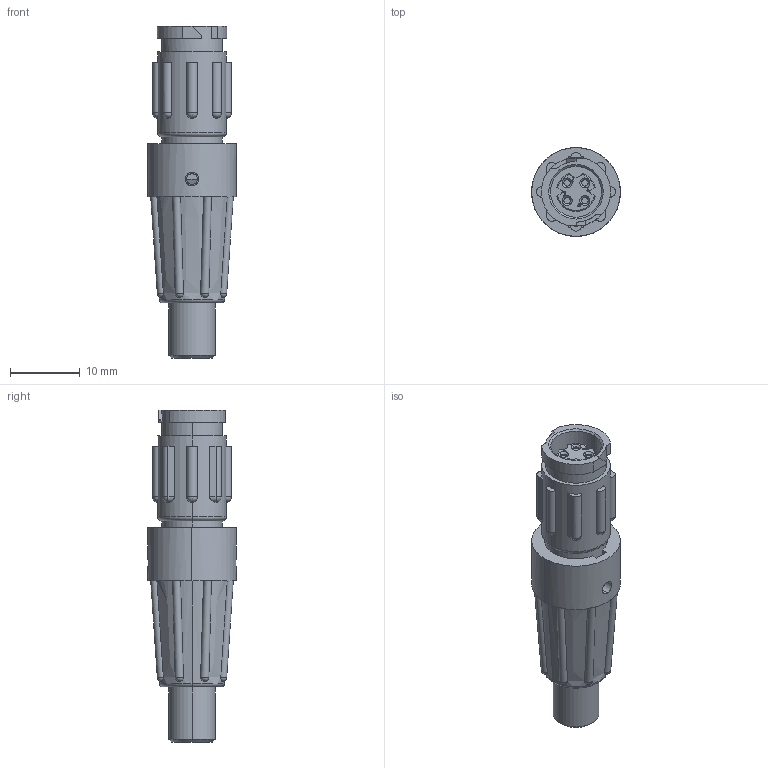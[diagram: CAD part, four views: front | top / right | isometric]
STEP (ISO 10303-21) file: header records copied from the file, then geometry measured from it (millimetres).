
FILE_DESCRIPTION (( 'STEP AP203' ), '1' );
FILE_NAME ('W18882-4SG-P-5XX.STEP', '2021-03-05T19:45:53', ( '' ), ( '' ), 'SwSTEP 2.0', 'SolidWorks 2020', '' );
FILE_SCHEMA (( 'CONFIG_CONTROL_DESIGN' ));
Length unit declared in the file: millimetre
Products named in the file (3): MC IC BACKSHELL 5XX.step; W18882-4SG-P-5XX; 18882-4SG.step
Assembly tree (2 placements, depth 2):
  W18882-4SG-P-5XX
    MC IC BACKSHELL 5XX.step
    18882-4SG.step
Bounding box: 12.7 x 12.7 x 47.5 mm (x, y, z)
Volume: 3047.6 mm3; surface area: 3349.7 mm2
Topology: 2 solids, 2 shells, 273 faces, 799 edges, 538 vertices
Faces by surface type: plane 113, cylinder 91, bspline 28, cone 19, sphere 18, torus 4
Entity records: 11797 total; most frequent: CARTESIAN_POINT 4610, ORIENTED_EDGE 1550, DIRECTION 1285, EDGE_CURVE 775, VERTEX_POINT 534, AXIS2_PLACEMENT_3D 470, LINE 345, VECTOR 345
